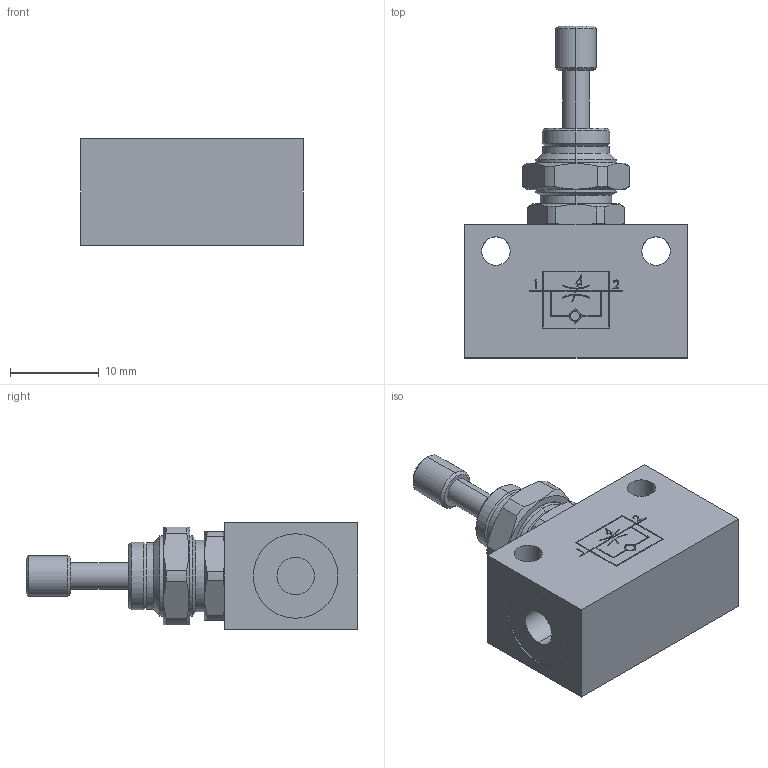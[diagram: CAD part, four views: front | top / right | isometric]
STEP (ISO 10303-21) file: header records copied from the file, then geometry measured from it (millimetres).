
FILE_DESCRIPTION (( 'STEP AP203' ), '1' );
FILE_NAME ('04110U00.STEP', '2010-04-14T12:01:01', ( '' ), ( 'sopra-pneumatic' ), 'SwSTEP 2.0', 'SolidWorks 2009', '' );
FILE_SCHEMA (( 'CONFIG_CONTROL_DESIGN' ));
Length unit declared in the file: millimetre
Products named in the file (1): 04110U00
Bounding box: 25 x 37.3 x 12 mm (x, y, z)
Volume: 4993.8 mm3; surface area: 2715.4 mm2
Topology: 1 solids, 3 shells, 229 faces, 565 edges, 360 vertices
Faces by surface type: plane 128, cylinder 75, cone 26
Entity records: 6953 total; most frequent: CARTESIAN_POINT 1453, ORIENTED_EDGE 1130, DIRECTION 1121, EDGE_CURVE 565, AXIS2_PLACEMENT_3D 390, VERTEX_POINT 360, VECTOR 341, LINE 341
